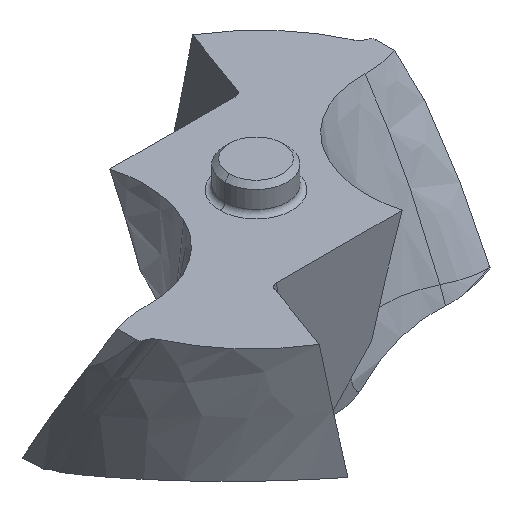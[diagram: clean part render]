
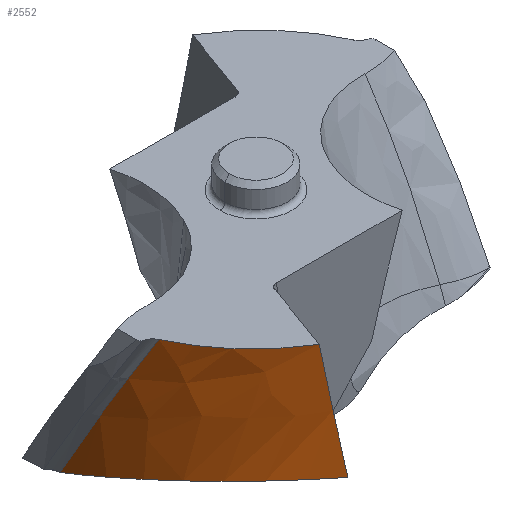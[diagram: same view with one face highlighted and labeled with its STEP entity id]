
A CAD part, isometric view. The second image highlights one B-rep face of the part: STEP entity #2552.
In plain terms, the highlighted free-form (B-spline) face has degree [3, 3] with [7, 5] control points.
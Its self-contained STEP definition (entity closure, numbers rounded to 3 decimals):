
#174=CARTESIAN_POINT('',(-3.238,-5.241,
0.));
#175=CARTESIAN_POINT('',(-3.67,-4.982,
0.));
#176=CARTESIAN_POINT('',(-4.636,-4.229,
0.));
#177=CARTESIAN_POINT('',(-5.341,-3.215,
0.));
#178=CARTESIAN_POINT('',(-5.64,-2.568,
0.));
#782=CARTESIAN_POINT('',(-6.2,-0.006,
-4.643));
#789=CARTESIAN_POINT('',(-2.635,-5.542,
-3.796));
#790=CARTESIAN_POINT('',(-2.725,-5.5,
-3.78));
#791=CARTESIAN_POINT('',(-2.902,-5.413,
-3.749));
#792=CARTESIAN_POINT('',(-3.159,-5.27,
-3.711));
#793=CARTESIAN_POINT('',(-3.408,-5.117,
-3.679));
#794=CARTESIAN_POINT('',(-3.648,-4.955,
-3.655));
#795=CARTESIAN_POINT('',(-3.878,-4.782,
-3.638));
#796=CARTESIAN_POINT('',(-4.099,-4.601,
-3.628));
#797=CARTESIAN_POINT('',(-4.309,-4.411,
-3.625));
#798=CARTESIAN_POINT('',(-4.509,-4.212,
-3.629));
#799=CARTESIAN_POINT('',(-4.7,-4.004,
-3.64));
#800=CARTESIAN_POINT('',(-4.881,-3.788,
-3.658));
#801=CARTESIAN_POINT('',(-5.052,-3.563,
-3.683));
#802=CARTESIAN_POINT('',(-5.213,-3.329,
-3.715));
#803=CARTESIAN_POINT('',(-5.363,-3.089,
-3.754));
#804=CARTESIAN_POINT('',(-5.502,-2.84,
-3.799));
#805=CARTESIAN_POINT('',(-5.63,-2.584,
-3.852));
#806=CARTESIAN_POINT('',(-5.745,-2.323,
-3.911));
#807=CARTESIAN_POINT('',(-5.848,-2.055,
-3.977));
#808=CARTESIAN_POINT('',(-5.939,-1.781,
-4.05));
#809=CARTESIAN_POINT('',(-6.017,-1.5,
-4.131));
#810=CARTESIAN_POINT('',(-6.083,-1.21,
-4.219));
#811=CARTESIAN_POINT('',(-6.135,-0.916,
-4.314));
#812=CARTESIAN_POINT('',(-6.172,-0.617,
-4.416));
#813=CARTESIAN_POINT('',(-6.195,-0.314,
-4.526));
#814=CARTESIAN_POINT('',(-6.2,-0.109,
-4.603));
#815=CARTESIAN_POINT('',(-6.2,-0.006,
-4.643));
#817=CARTESIAN_POINT('',(-6.2,-0.006,
-4.643));
#818=CARTESIAN_POINT('',(-6.203,-0.506,
-3.734));
#819=CARTESIAN_POINT('',(-6.095,-1.374,
-2.186));
#820=CARTESIAN_POINT('',(-5.795,-2.226,
-0.639));
#821=CARTESIAN_POINT('',(-5.64,-2.568,
0.));
#823=CARTESIAN_POINT('',(-3.238,-5.241,
0.));
#824=CARTESIAN_POINT('',(-3.204,-5.252,
-0.203));
#825=CARTESIAN_POINT('',(-3.138,-5.274,
-0.597));
#826=CARTESIAN_POINT('',(-3.046,-5.307,
-1.152));
#827=CARTESIAN_POINT('',(-2.96,-5.341,
-1.672));
#828=CARTESIAN_POINT('',(-2.883,-5.377,
-2.152));
#829=CARTESIAN_POINT('',(-2.787,-5.43,
-2.766));
#830=CARTESIAN_POINT('',(-2.707,-5.483,
-3.298));
#831=CARTESIAN_POINT('',(-2.658,-5.522,
-3.635));
#832=CARTESIAN_POINT('',(-2.635,-5.542,
-3.796));
#996=CARTESIAN_POINT('',(-3.238,-5.241,
0.));
#997=VERTEX_POINT('',#996);
#998=VERTEX_POINT('',#178);
#1031=VERTEX_POINT('',#782);
#1032=VERTEX_POINT('',#789);
#2509=CARTESIAN_POINT('',(-2.899,-5.476,
-4.69));
#2510=CARTESIAN_POINT('',(-2.525,-5.595,
-3.765));
#2511=CARTESIAN_POINT('',(-1.77,-5.819,
-2.187));
#2512=CARTESIAN_POINT('',(-0.817,-6.025,
-0.609));
#2513=CARTESIAN_POINT('',(-0.389,-6.101,
0.044));
#2514=CARTESIAN_POINT('',(-2.962,-5.442,
-4.69));
#2515=CARTESIAN_POINT('',(-2.589,-5.568,
-3.765));
#2516=CARTESIAN_POINT('',(-1.838,-5.802,
-2.187));
#2517=CARTESIAN_POINT('',(-0.886,-6.017,
-0.609));
#2518=CARTESIAN_POINT('',(-0.46,-6.098,
0.044));
#2519=CARTESIAN_POINT('',(-3.66,-5.058,
-4.69));
#2520=CARTESIAN_POINT('',(-3.304,-5.249,
-3.765));
#2521=CARTESIAN_POINT('',(-2.58,-5.594,
-2.187));
#2522=CARTESIAN_POINT('',(-1.657,-5.922,
-0.609));
#2523=CARTESIAN_POINT('',(-1.242,-6.048,
0.044));
#2524=CARTESIAN_POINT('',(-4.846,-4.068,
-4.69));
#2525=CARTESIAN_POINT('',(-4.545,-4.377,
-3.765));
#2526=CARTESIAN_POINT('',(-3.916,-4.924,
-2.187));
#2527=CARTESIAN_POINT('',(-3.088,-5.453,
-0.609));
#2528=CARTESIAN_POINT('',(-2.712,-5.663,
0.044));
#2529=CARTESIAN_POINT('',(-5.961,-2.136,
-4.69));
#2530=CARTESIAN_POINT('',(-5.795,-2.578,
-3.765));
#2531=CARTESIAN_POINT('',(-5.394,-3.351,
-2.187));
#2532=CARTESIAN_POINT('',(-4.795,-4.107,
-0.609));
#2533=CARTESIAN_POINT('',(-4.514,-4.411,
0.044));
#2534=CARTESIAN_POINT('',(-6.21,-0.661,
-4.69));
#2535=CARTESIAN_POINT('',(-6.158,-1.156,
-3.765));
#2536=CARTESIAN_POINT('',(-5.955,-2.017,
-2.187));
#2537=CARTESIAN_POINT('',(-5.553,-2.861,
-0.609));
#2538=CARTESIAN_POINT('',(-5.353,-3.202,
0.044));
#2539=CARTESIAN_POINT('',(-6.2,0.085,
-4.69));
#2540=CARTESIAN_POINT('',(-6.21,-0.423,
-3.765));
#2541=CARTESIAN_POINT('',(-6.111,-1.312,
-2.187));
#2542=CARTESIAN_POINT('',(-5.813,-2.182,
-0.609));
#2543=CARTESIAN_POINT('',(-5.656,-2.533,
0.044));
#2544=B_SPLINE_SURFACE_WITH_KNOTS('',3,3,((#2509,#2510,#2511,#2512,#2513),
(#2514,#2515,#2516,#2517,#2518),(#2519,#2520,#2521,#2522,#2523),(#2524,#2525,
#2526,#2527,#2528),(#2529,#2530,#2531,#2532,#2533),(#2534,#2535,#2536,#2537,
#2538),(#2539,#2540,#2541,#2542,#2543)),.UNSPECIFIED.,.F.,.F.,.F.,(4,1,1,1,4),
(4,1,4),(0.225,0.25,0.5,0.75,1.008),(
0.07,3.272,5.535),.UNSPECIFIED.);
#2545=ORIENTED_EDGE('',*,*,#1731,.T.);
#2546=ORIENTED_EDGE('',*,*,#2496,.T.);
#2547=ORIENTED_EDGE('',*,*,#1324,.F.);
#2549=ORIENTED_EDGE('',*,*,#2548,.T.);
#2550=EDGE_LOOP('',(#2545,#2546,#2547,#2549));
#2551=FACE_OUTER_BOUND('',#2550,.F.);
#179=B_SPLINE_CURVE_WITH_KNOTS('',3,(#174,#175,#176,#177,#178),.UNSPECIFIED.,
.F.,.F.,(4,1,4),(0.,0.414,1.),.UNSPECIFIED.);
#816=B_SPLINE_CURVE_WITH_KNOTS('',3,(#789,#790,#791,#792,#793,#794,#795,#796,
#797,#798,#799,#800,#801,#802,#803,#804,#805,#806,#807,#808,#809,#810,#811,#812,
#813,#814,#815),.UNSPECIFIED.,.F.,.F.,(4,1,1,1,1,1,1,1,1,1,1,1,1,1,1,1,1,1,1,1,
1,1,1,1,4),(0.,0.042,0.083,0.125,0.167,
0.208,0.25,0.292,0.333,0.375,
0.417,0.458,0.5,0.542,0.583,
0.625,0.667,0.708,0.75,0.792,
0.833,0.875,0.917,0.958,1.),
.UNSPECIFIED.);
#822=B_SPLINE_CURVE_WITH_KNOTS('',3,(#817,#818,#819,#820,#821),.UNSPECIFIED.,
.F.,.F.,(4,1,4),(0.,0.587,1.),.UNSPECIFIED.);
#833=B_SPLINE_CURVE_WITH_KNOTS('',3,(#823,#824,#825,#826,#827,#828,#829,#830,
#831,#832),.UNSPECIFIED.,.F.,.F.,(4,1,1,1,1,1,1,4),(0.,0.143,
0.286,0.429,0.571,0.714,
0.857,1.),.UNSPECIFIED.);
#1324=EDGE_CURVE('',#997,#998,#179,.T.);
#1731=EDGE_CURVE('',#1032,#1031,#816,.T.);
#2496=EDGE_CURVE('',#1031,#998,#822,.T.);
#2548=EDGE_CURVE('',#997,#1032,#833,.T.);
#2552=ADVANCED_FACE('',(#2551),#2544,.F.);
